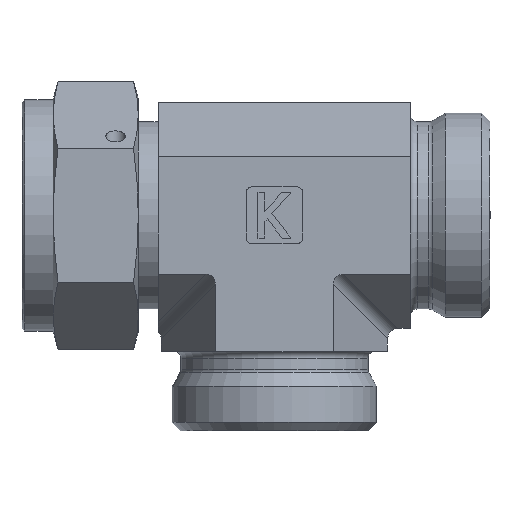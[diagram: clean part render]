
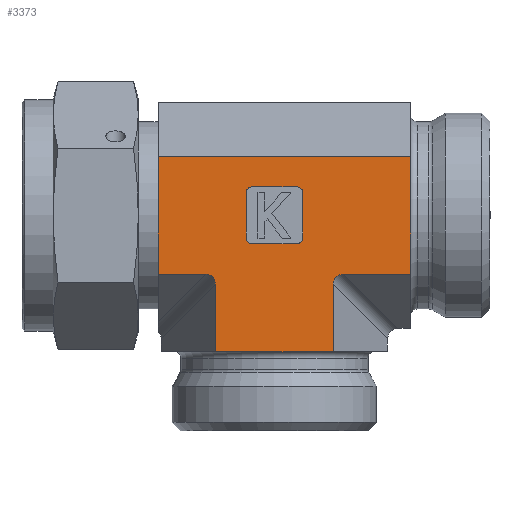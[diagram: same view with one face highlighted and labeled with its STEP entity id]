
A CAD part, left-side view. The second image highlights one B-rep face of the part: STEP entity #3373.
In plain terms, the highlighted planar face has unit normal (-1, 0, 0).
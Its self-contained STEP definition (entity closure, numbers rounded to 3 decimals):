
#1400=CARTESIAN_POINT('',(-35.285,30.044,36.392));
#1401=VERTEX_POINT('',#1400);
#1466=CARTESIAN_POINT('',(-35.285,30.044,15.608));
#1467=VERTEX_POINT('',#1466);
#1474=CARTESIAN_POINT('',(-35.285,30.044,36.392));
#1475=DIRECTION('',(0.0,0.0,-1.0));
#1476=VECTOR('',#1475,20.785);
#1477=LINE('',#1474,#1476);
#1478=EDGE_CURVE('',#1401,#1467,#1477,.T.);
#1936=CARTESIAN_POINT('',(-35.285,-0.848,2.));
#1937=VERTEX_POINT('',#1936);
#1944=CARTESIAN_POINT('',(-35.285,19.936,2.));
#1945=VERTEX_POINT('',#1944);
#1946=CARTESIAN_POINT('',(-35.285,19.936,2.));
#1947=DIRECTION('',(0.0,-1.0,0.0));
#1948=VECTOR('',#1947,20.785);
#1949=LINE('',#1946,#1948);
#1950=EDGE_CURVE('',#1945,#1937,#1949,.T.);
#2028=CARTESIAN_POINT('',(-35.285,19.936,13.876));
#2029=VERTEX_POINT('',#2028);
#2030=CARTESIAN_POINT('',(-35.285,19.936,2.));
#2031=DIRECTION('',(0.0,0.0,1.0));
#2032=VECTOR('',#2031,11.876);
#2033=LINE('',#2030,#2032);
#2034=EDGE_CURVE('',#1945,#2029,#2033,.T.);
#2304=CARTESIAN_POINT('',(-35.285,-14.456,36.392));
#2305=VERTEX_POINT('',#2304);
#2312=CARTESIAN_POINT('',(-35.285,-14.456,15.608));
#2313=VERTEX_POINT('',#2312);
#2314=CARTESIAN_POINT('',(-35.285,-14.456,15.608));
#2315=DIRECTION('',(0.0,0.0,1.0));
#2316=VECTOR('',#2315,20.785);
#2317=LINE('',#2314,#2316);
#2318=EDGE_CURVE('',#2313,#2305,#2317,.T.);
#2414=CARTESIAN_POINT('',(-35.285,-2.58,15.608));
#2415=VERTEX_POINT('',#2414);
#2416=CARTESIAN_POINT('',(-35.285,-2.58,15.608));
#2417=DIRECTION('',(0.0,-1.0,0.0));
#2418=VECTOR('',#2417,11.876);
#2419=LINE('',#2416,#2418);
#2420=EDGE_CURVE('',#2415,#2313,#2419,.T.);
#2469=CARTESIAN_POINT('',(-35.285,21.668,15.608));
#2470=VERTEX_POINT('',#2469);
#2471=CARTESIAN_POINT('',(-35.285,22.246,13.298));
#2472=DIRECTION('',(-1.0,0.0,0.0));
#2473=DIRECTION('',(0.0,-0.707,0.707));
#2474=AXIS2_PLACEMENT_3D('',#2471,#2472,#2473);
#2475=ELLIPSE('',#2474,2.582,2.0);
#2476=EDGE_CURVE('',#2029,#2470,#2475,.T.);
#2494=CARTESIAN_POINT('',(-35.285,21.668,15.608));
#2495=DIRECTION('',(0.0,1.0,0.0));
#2496=VECTOR('',#2495,8.376);
#2497=LINE('',#2494,#2496);
#2498=EDGE_CURVE('',#2470,#1467,#2497,.T.);
#2911=CARTESIAN_POINT('',(-35.285,4.544,30.));
#2912=VERTEX_POINT('',#2911);
#2919=CARTESIAN_POINT('',(-35.285,5.544,31.));
#2920=VERTEX_POINT('',#2919);
#2921=CARTESIAN_POINT('',(-35.285,5.544,30.));
#2922=DIRECTION('',(-1.0,0.0,0.0));
#2923=DIRECTION('',(0.0,-0.707,0.707));
#2924=AXIS2_PLACEMENT_3D('',#2921,#2922,#2923);
#2925=CIRCLE('',#2924,1.0);
#2926=EDGE_CURVE('',#2912,#2920,#2925,.T.);
#2943=CARTESIAN_POINT('',(-35.285,13.544,31.));
#2944=VERTEX_POINT('',#2943);
#2945=CARTESIAN_POINT('',(-35.285,13.544,31.));
#2946=DIRECTION('',(0.0,-1.0,0.0));
#2947=VECTOR('',#2946,8.);
#2948=LINE('',#2945,#2947);
#2949=EDGE_CURVE('',#2944,#2920,#2948,.T.);
#2984=CARTESIAN_POINT('',(-35.285,5.544,21.));
#2985=VERTEX_POINT('',#2984);
#2992=CARTESIAN_POINT('',(-35.285,4.544,22.));
#2993=VERTEX_POINT('',#2992);
#2994=CARTESIAN_POINT('',(-35.285,5.544,22.));
#2995=DIRECTION('',(-1.0,0.0,0.0));
#2996=DIRECTION('',(0.0,-0.707,-0.707));
#2997=AXIS2_PLACEMENT_3D('',#2994,#2995,#2996);
#2998=CIRCLE('',#2997,1.0);
#2999=EDGE_CURVE('',#2985,#2993,#2998,.T.);
#3023=CARTESIAN_POINT('',(-35.285,4.544,30.));
#3024=DIRECTION('',(0.0,0.0,-1.0));
#3025=VECTOR('',#3024,8.0);
#3026=LINE('',#3023,#3025);
#3027=EDGE_CURVE('',#2912,#2993,#3026,.T.);
#3048=CARTESIAN_POINT('',(-35.285,14.544,22.));
#3049=VERTEX_POINT('',#3048);
#3056=CARTESIAN_POINT('',(-35.285,13.544,21.));
#3057=VERTEX_POINT('',#3056);
#3058=CARTESIAN_POINT('',(-35.285,13.544,22.));
#3059=DIRECTION('',(-1.0,0.0,0.0));
#3060=DIRECTION('',(0.0,0.707,-0.707));
#3061=AXIS2_PLACEMENT_3D('',#3058,#3059,#3060);
#3062=CIRCLE('',#3061,1.0);
#3063=EDGE_CURVE('',#3049,#3057,#3062,.T.);
#3087=CARTESIAN_POINT('',(-35.285,5.544,21.));
#3088=DIRECTION('',(0.0,1.0,0.0));
#3089=VECTOR('',#3088,8.);
#3090=LINE('',#3087,#3089);
#3091=EDGE_CURVE('',#2985,#3057,#3090,.T.);
#3111=CARTESIAN_POINT('',(-35.285,14.544,30.));
#3112=VERTEX_POINT('',#3111);
#3113=CARTESIAN_POINT('',(-35.285,13.544,30.));
#3114=DIRECTION('',(-1.0,0.0,0.0));
#3115=DIRECTION('',(0.0,0.707,0.707));
#3116=AXIS2_PLACEMENT_3D('',#3113,#3114,#3115);
#3117=CIRCLE('',#3116,1.0);
#3118=EDGE_CURVE('',#2944,#3112,#3117,.T.);
#3142=CARTESIAN_POINT('',(-35.285,14.544,22.));
#3143=DIRECTION('',(0.0,0.0,1.0));
#3144=VECTOR('',#3143,8.0);
#3145=LINE('',#3142,#3144);
#3146=EDGE_CURVE('',#3049,#3112,#3145,.T.);
#3257=CARTESIAN_POINT('',(-35.285,-0.848,13.876));
#3258=VERTEX_POINT('',#3257);
#3259=CARTESIAN_POINT('',(-35.285,-3.158,13.298));
#3260=DIRECTION('',(-1.0,0.0,0.0));
#3261=DIRECTION('',(0.0,0.707,0.707));
#3262=AXIS2_PLACEMENT_3D('',#3259,#3260,#3261);
#3263=ELLIPSE('',#3262,2.582,2.0);
#3264=EDGE_CURVE('',#2415,#3258,#3263,.T.);
#3320=CARTESIAN_POINT('',(-35.285,-0.848,2.));
#3321=DIRECTION('',(0.0,0.0,1.0));
#3322=VECTOR('',#3321,11.876);
#3323=LINE('',#3320,#3322);
#3324=EDGE_CURVE('',#1937,#3258,#3323,.T.);
#3335=CARTESIAN_POINT('',(-35.285,30.044,36.392));
#3336=DIRECTION('',(0.0,-1.0,0.0));
#3337=VECTOR('',#3336,44.5);
#3338=LINE('',#3335,#3337);
#3339=EDGE_CURVE('',#1401,#2305,#3338,.T.);
#3346=CARTESIAN_POINT('',(-35.285,-0.848,0.0));
#3347=DIRECTION('',(-1.0,0.0,0.0));
#3348=DIRECTION('',(0.0,0.0,1.0));
#3349=AXIS2_PLACEMENT_3D('',#3346,#3347,#3348);
#3350=PLANE('',#3349);
#3351=ORIENTED_EDGE('',*,*,#1478,.T.);
#3352=ORIENTED_EDGE('',*,*,#2498,.F.);
#3353=ORIENTED_EDGE('',*,*,#2476,.F.);
#3354=ORIENTED_EDGE('',*,*,#2034,.F.);
#3355=ORIENTED_EDGE('',*,*,#1950,.T.);
#3356=ORIENTED_EDGE('',*,*,#3324,.T.);
#3357=ORIENTED_EDGE('',*,*,#3264,.F.);
#3358=ORIENTED_EDGE('',*,*,#2420,.T.);
#3359=ORIENTED_EDGE('',*,*,#2318,.T.);
#3360=ORIENTED_EDGE('',*,*,#3339,.F.);
#3361=EDGE_LOOP('',(#3351,#3352,#3353,#3354,#3355,#3356,#3357,#3358,#3359,#3360));
#3362=FACE_OUTER_BOUND('',#3361,.T.);
#3363=ORIENTED_EDGE('',*,*,#3091,.T.);
#3364=ORIENTED_EDGE('',*,*,#3063,.F.);
#3365=ORIENTED_EDGE('',*,*,#3146,.T.);
#3366=ORIENTED_EDGE('',*,*,#3118,.F.);
#3367=ORIENTED_EDGE('',*,*,#2949,.T.);
#3368=ORIENTED_EDGE('',*,*,#2926,.F.);
#3369=ORIENTED_EDGE('',*,*,#3027,.T.);
#3370=ORIENTED_EDGE('',*,*,#2999,.F.);
#3371=EDGE_LOOP('',(#3363,#3364,#3365,#3366,#3367,#3368,#3369,#3370));
#3372=FACE_BOUND('',#3371,.T.);
#3373=ADVANCED_FACE('',(#3362,#3372),#3350,.T.);
